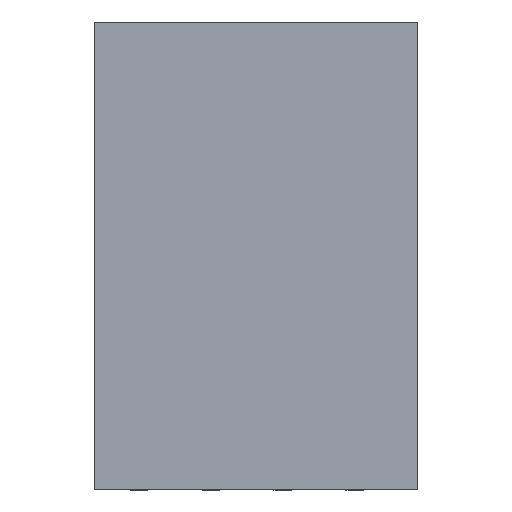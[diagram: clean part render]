
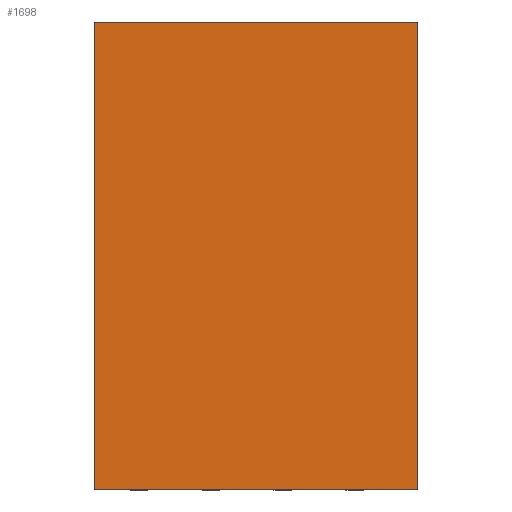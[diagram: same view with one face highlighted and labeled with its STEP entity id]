
A CAD part, top view. The second image highlights one B-rep face of the part: STEP entity #1698.
In plain terms, the highlighted planar face has unit normal (0, 0, 1).
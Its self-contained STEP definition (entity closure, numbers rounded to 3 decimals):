
#88 = DIRECTION ( 'NONE',  ( 0., 0., -1. ) ) ;
#164 = DIRECTION ( 'NONE',  ( 1., 0., 0. ) ) ;
#176 = EDGE_CURVE ( 'NONE', #727, #2042, #654, .T. ) ;
#182 = ORIENTED_EDGE ( 'NONE', *, *, #1978, .T. ) ;
#234 = VECTOR ( 'NONE', #406, 1000. ) ;
#315 = DIRECTION ( 'NONE',  ( 0., -1., 0. ) ) ;
#362 = ORIENTED_EDGE ( 'NONE', *, *, #176, .T. ) ;
#377 = LINE ( 'NONE', #967, #2426 ) ;
#406 = DIRECTION ( 'NONE',  ( -1., 0., 0. ) ) ;
#508 = ORIENTED_EDGE ( 'NONE', *, *, #1303, .T. ) ;
#523 = AXIS2_PLACEMENT_3D ( 'NONE', #1293, #88, #862 ) ;
#525 = LINE ( 'NONE', #550, #2235 ) ;
#550 = CARTESIAN_POINT ( 'NONE',  ( -0.9, -1.3, 0.55 ) ) ;
#626 = VERTEX_POINT ( 'NONE', #1099 ) ;
#654 = LINE ( 'NONE', #2241, #988 ) ;
#701 = CARTESIAN_POINT ( 'NONE',  ( 0.9, 1.3, 0.55 ) ) ;
#727 = VERTEX_POINT ( 'NONE', #1473 ) ;
#862 = DIRECTION ( 'NONE',  ( -1., 0., 0. ) ) ;
#967 = CARTESIAN_POINT ( 'NONE',  ( 0.9, -1.3, 0.55 ) ) ;
#988 = VECTOR ( 'NONE', #315, 1000. ) ;
#1088 = VERTEX_POINT ( 'NONE', #701 ) ;
#1099 = CARTESIAN_POINT ( 'NONE',  ( 0.9, -1.3, 0.55 ) ) ;
#1293 = CARTESIAN_POINT ( 'NONE',  ( 0., 0., 0.55 ) ) ;
#1303 = EDGE_CURVE ( 'NONE', #1088, #727, #1366, .T. ) ;
#1324 = CARTESIAN_POINT ( 'NONE',  ( -0.9, -1.3, 0.55 ) ) ;
#1366 = LINE ( 'NONE', #2114, #234 ) ;
#1473 = CARTESIAN_POINT ( 'NONE',  ( -0.9, 1.3, 0.55 ) ) ;
#1618 = PLANE ( 'NONE',  #523 ) ;
#1698 = ADVANCED_FACE ( 'NONE', ( #1802 ), #1618, .F. ) ;
#1802 = FACE_OUTER_BOUND ( 'NONE', #1911, .T. ) ;
#1911 = EDGE_LOOP ( 'NONE', ( #2470, #508, #362, #182 ) ) ;
#1978 = EDGE_CURVE ( 'NONE', #2042, #626, #525, .T. ) ;
#2042 = VERTEX_POINT ( 'NONE', #1324 ) ;
#2114 = CARTESIAN_POINT ( 'NONE',  ( -0.9, 1.3, 0.55 ) ) ;
#2116 = DIRECTION ( 'NONE',  ( 0., 1., 0. ) ) ;
#2235 = VECTOR ( 'NONE', #164, 1000. ) ;
#2241 = CARTESIAN_POINT ( 'NONE',  ( -0.9, -1.3, 0.55 ) ) ;
#2259 = EDGE_CURVE ( 'NONE', #626, #1088, #377, .T. ) ;
#2426 = VECTOR ( 'NONE', #2116, 1000. ) ;
#2470 = ORIENTED_EDGE ( 'NONE', *, *, #2259, .T. ) ;
